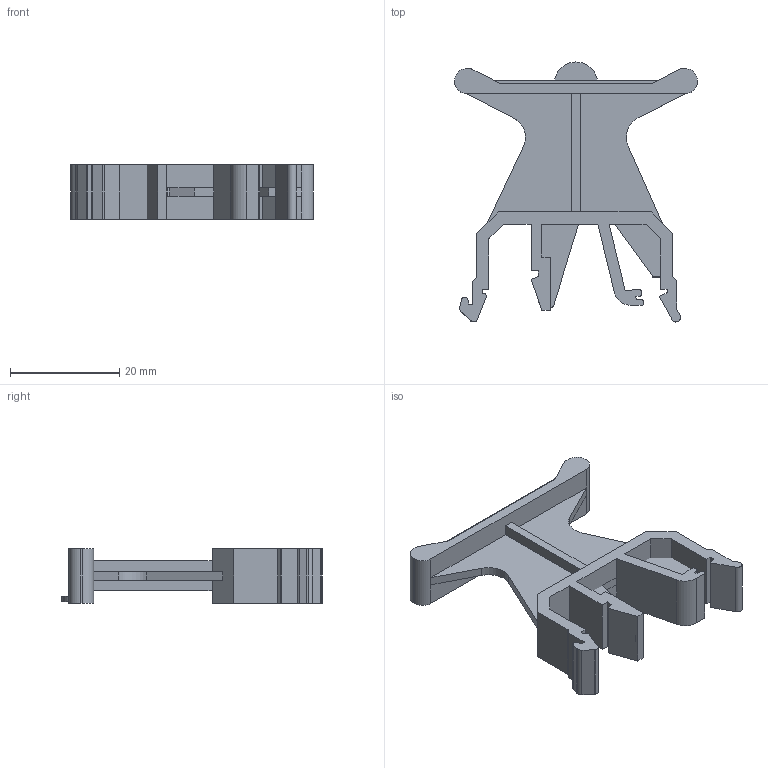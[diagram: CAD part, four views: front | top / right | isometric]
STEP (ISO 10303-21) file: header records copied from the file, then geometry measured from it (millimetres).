
FILE_DESCRIPTION (( 'STEP AP214' ), '1' );
FILE_NAME ('KN-MA-5.step', '2015-05-04T11:27:08', ( '' ), ( '' ), 'SwSTEP 2.0', 'SolidWorks 2014', '' );
FILE_SCHEMA (( 'AUTOMOTIVE_DESIGN' ));
Length unit declared in the file: millimetre
Products named in the file (1): KN-MA-5
Bounding box: 44.49 x 47.65 x 10 mm (x, y, z)
Volume: 4767.9 mm3; surface area: 7142.6 mm2
Topology: 4 solids, 4 shells, 140 faces, 388 edges, 257 vertices
Faces by surface type: plane 107, cylinder 33
Entity records: 5236 total; most frequent: CARTESIAN_POINT 786, ORIENTED_EDGE 776, DIRECTION 736, EDGE_CURVE 388, VECTOR 322, LINE 322, VERTEX_POINT 257, AXIS2_PLACEMENT_3D 207
